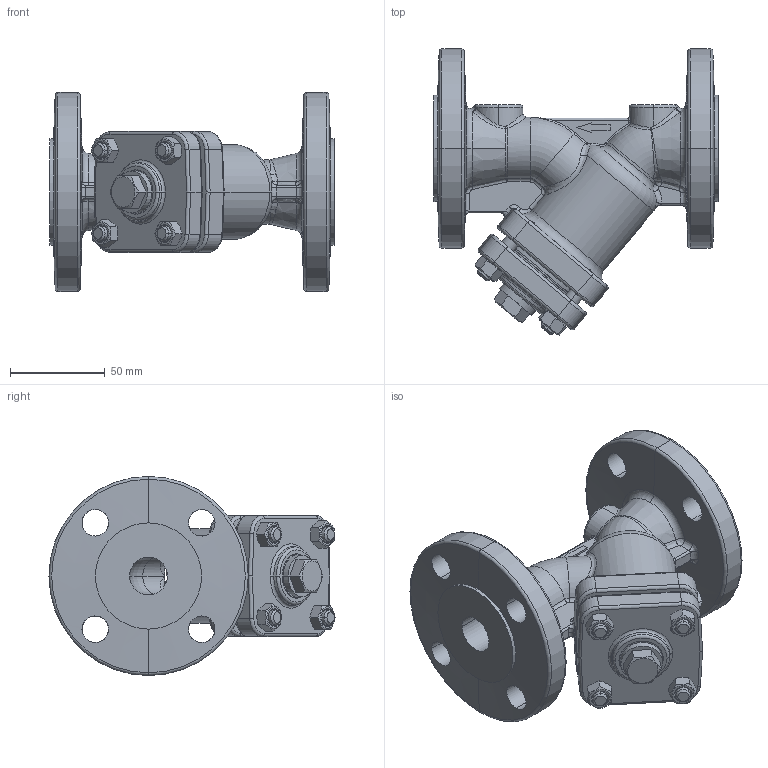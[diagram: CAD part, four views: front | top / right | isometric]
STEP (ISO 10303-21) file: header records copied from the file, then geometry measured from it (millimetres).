
FILE_DESCRIPTION (( 'STEP AP203' ), '1' );
FILE_NAME ('821_DN20_PN16.STEP', '2010-01-08T11:28:37', ( 'Piotr Zlobecki' ), ( 'ZETKAMA SA' ), 'SwSTEP 2.0', 'SolidWorks 2010', '' );
FILE_SCHEMA (( 'CONFIG_CONTROL_DESIGN' ));
Length unit declared in the file: millimetre
Products named in the file (1): 821_DN20_PN16
Bounding box: 150 x 150.88 x 105 mm (x, y, z)
Volume: 461753.7 mm3; surface area: 111610.4 mm2
Topology: 13 solids, 13 shells, 477 faces, 1096 edges, 652 vertices
Faces by surface type: cylinder 167, plane 100, bspline 80, cone 68, torus 62
Entity records: 33921 total; most frequent: CARTESIAN_POINT 23476, ORIENTED_EDGE 2192, DIRECTION 2088, EDGE_CURVE 1096, AXIS2_PLACEMENT_3D 873, VERTEX_POINT 652, EDGE_LOOP 534, ADVANCED_FACE 477
